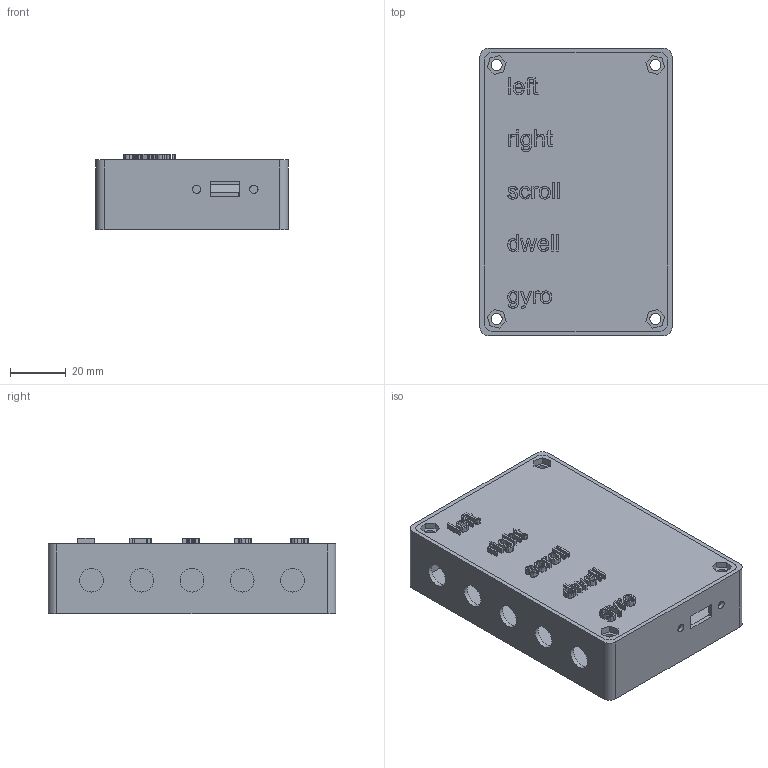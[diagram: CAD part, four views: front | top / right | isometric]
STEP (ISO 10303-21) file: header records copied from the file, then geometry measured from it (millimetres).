
FILE_DESCRIPTION(/* description */ (''),/* implementation_level */ '2;1');
FILE_NAME(/* name */ 'HID Case.step',/* time_stamp */ '2022-07-11T16:13:33-06:00',/* author */ (''),/* organization */ (''),/* preprocessor_version */ 'ST-DEVELOPER v19',/* originating_system */ 'Autodesk Translation Framework v11.7.0.108',/* authorisation */ '');
FILE_SCHEMA (('AUTOMOTIVE_DESIGN { 1 0 10303 214 3 1 1 }'));
Length unit declared in the file: millimetre
Products named in the file (3): HID Case; case; lid
Assembly tree (2 placements, depth 2):
  HID Case
    case
    lid
Bounding box: 68.86 x 103 x 27 mm (x, y, z)
Volume: 53601.1 mm3; surface area: 45577.2 mm2
Topology: 2 solids, 2 shells, 542 faces, 1480 edges, 984 vertices
Faces by surface type: bspline 248, plane 247, cylinder 37, cone 10
Full cylindrical faces by diameter (mm): 3 x4, 4 x8, 6.2 x4, 8.5 x5
Entity records: 19489 total; most frequent: CARTESIAN_POINT 7227, ORIENTED_EDGE 2960, DIRECTION 1670, EDGE_CURVE 1480, VERTEX_POINT 984, LINE 896, VECTOR 896, EDGE_LOOP 622
